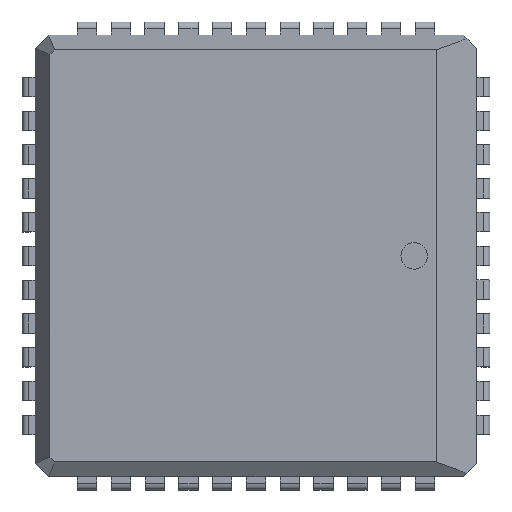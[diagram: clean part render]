
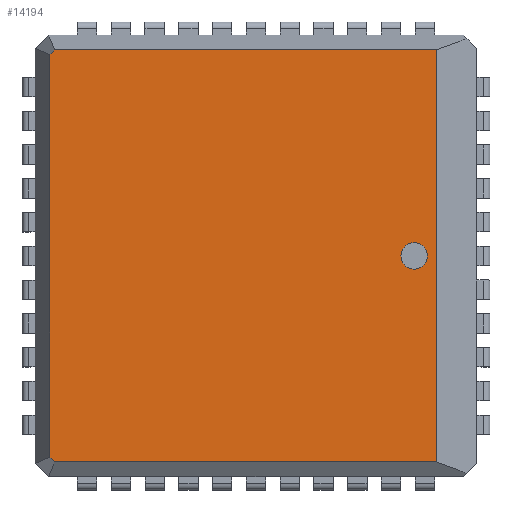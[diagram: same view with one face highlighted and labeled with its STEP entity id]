
A CAD part, top view. The second image highlights one B-rep face of the part: STEP entity #14194.
In plain terms, the highlighted planar face has unit normal (0, 0, 1).
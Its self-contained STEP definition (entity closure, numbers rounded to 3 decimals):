
#92 = CARTESIAN_POINT ( 'NONE',  ( 0., 0., 4.3 ) ) ;
#332 = ORIENTED_EDGE ( 'NONE', *, *, #3492, .T. ) ;
#469 = EDGE_CURVE ( 'NONE', #9494, #7205, #21335, .T. ) ;
#935 = AXIS2_PLACEMENT_3D ( 'NONE', #17489, #20906, #8467 ) ;
#944 = CARTESIAN_POINT ( 'NONE',  ( -7.8, 7.75, 4.3 ) ) ;
#1860 = VERTEX_POINT ( 'NONE', #10153 ) ;
#2247 = CARTESIAN_POINT ( 'NONE',  ( -7.75, -7.8, 4.3 ) ) ;
#2424 = CARTESIAN_POINT ( 'NONE',  ( -7.661, -7.661, 4.3 ) ) ;
#2427 = DIRECTION ( 'NONE',  ( 1., 0., 0. ) ) ;
#3492 = EDGE_CURVE ( 'NONE', #1860, #13930, #15082, .T. ) ;
#3598 = CARTESIAN_POINT ( 'NONE',  ( 5.95, 0., 4.3 ) ) ;
#3712 = DIRECTION ( 'NONE',  ( 0., 1., 0. ) ) ;
#3786 = DIRECTION ( 'NONE',  ( 0., -1., 0. ) ) ;
#4323 = CARTESIAN_POINT ( 'NONE',  ( 6.45, 0., 4.3 ) ) ;
#5323 = VECTOR ( 'NONE', #16028, 1000. ) ;
#5362 = ORIENTED_EDGE ( 'NONE', *, *, #469, .F. ) ;
#5978 = ORIENTED_EDGE ( 'NONE', *, *, #6920, .T. ) ;
#6047 = VECTOR ( 'NONE', #2427, 1000. ) ;
#6144 = LINE ( 'NONE', #944, #20071 ) ;
#6763 = CARTESIAN_POINT ( 'NONE',  ( -7.75, 7.572, 4.3 ) ) ;
#6823 = FACE_BOUND ( 'NONE', #13357, .T. ) ;
#6920 = EDGE_CURVE ( 'NONE', #17453, #1860, #23364, .T. ) ;
#6941 = DIRECTION ( 'NONE',  ( 1., 0., 0. ) ) ;
#7182 = EDGE_CURVE ( 'NONE', #12367, #17453, #22136, .T. ) ;
#7205 = VERTEX_POINT ( 'NONE', #7568 ) ;
#7568 = CARTESIAN_POINT ( 'NONE',  ( 5.45, 0., 4.3 ) ) ;
#7824 = EDGE_LOOP ( 'NONE', ( #332, #19445, #8321, #14200, #12466, #5978 ) ) ;
#8097 = AXIS2_PLACEMENT_3D ( 'NONE', #3598, #9148, #20152 ) ;
#8252 = DIRECTION ( 'NONE',  ( -1., 0., 0. ) ) ;
#8321 = ORIENTED_EDGE ( 'NONE', *, *, #20267, .T. ) ;
#8467 = DIRECTION ( 'NONE',  ( 1., 0., 0. ) ) ;
#8801 = CARTESIAN_POINT ( 'NONE',  ( -7.661, 7.661, 4.3 ) ) ;
#9082 = CARTESIAN_POINT ( 'NONE',  ( 6.8, -7.75, 4.3 ) ) ;
#9148 = DIRECTION ( 'NONE',  ( 0., 0., 1. ) ) ;
#9494 = VERTEX_POINT ( 'NONE', #4323 ) ;
#9631 = EDGE_CURVE ( 'NONE', #13021, #12367, #15790, .T. ) ;
#9632 = EDGE_CURVE ( 'NONE', #13930, #18140, #23249, .T. ) ;
#10028 = AXIS2_PLACEMENT_3D ( 'NONE', #92, #14274, #6941 ) ;
#10153 = CARTESIAN_POINT ( 'NONE',  ( -7.572, -7.75, 4.3 ) ) ;
#10603 = VECTOR ( 'NONE', #13179, 1000. ) ;
#10633 = VECTOR ( 'NONE', #3712, 1000. ) ;
#11286 = CARTESIAN_POINT ( 'NONE',  ( 7.8, -7.75, 4.3 ) ) ;
#11578 = EDGE_CURVE ( 'NONE', #7205, #9494, #20596, .T. ) ;
#12367 = VERTEX_POINT ( 'NONE', #6763 ) ;
#12466 = ORIENTED_EDGE ( 'NONE', *, *, #7182, .T. ) ;
#13021 = VERTEX_POINT ( 'NONE', #13330 ) ;
#13179 = DIRECTION ( 'NONE',  ( 0.707, -0.707, 0. ) ) ;
#13330 = CARTESIAN_POINT ( 'NONE',  ( -7.572, 7.75, 4.3 ) ) ;
#13357 = EDGE_LOOP ( 'NONE', ( #5362, #16136 ) ) ;
#13930 = VERTEX_POINT ( 'NONE', #9082 ) ;
#14043 = PLANE ( 'NONE',  #10028 ) ;
#14174 = VECTOR ( 'NONE', #3786, 1000. ) ;
#14194 = ADVANCED_FACE ( 'NONE', ( #23034, #6823 ), #14043, .T. ) ;
#14200 = ORIENTED_EDGE ( 'NONE', *, *, #9631, .T. ) ;
#14274 = DIRECTION ( 'NONE',  ( 0., 0., 1. ) ) ;
#15082 = LINE ( 'NONE', #11286, #6047 ) ;
#15790 = LINE ( 'NONE', #8801, #5323 ) ;
#16028 = DIRECTION ( 'NONE',  ( -0.707, -0.707, 0. ) ) ;
#16136 = ORIENTED_EDGE ( 'NONE', *, *, #11578, .F. ) ;
#17157 = CARTESIAN_POINT ( 'NONE',  ( -7.75, -7.572, 4.3 ) ) ;
#17453 = VERTEX_POINT ( 'NONE', #17157 ) ;
#17489 = CARTESIAN_POINT ( 'NONE',  ( 5.95, 0., 4.3 ) ) ;
#18140 = VERTEX_POINT ( 'NONE', #22086 ) ;
#19445 = ORIENTED_EDGE ( 'NONE', *, *, #9632, .T. ) ;
#20071 = VECTOR ( 'NONE', #8252, 1000. ) ;
#20152 = DIRECTION ( 'NONE',  ( 1., 0., 0. ) ) ;
#20267 = EDGE_CURVE ( 'NONE', #18140, #13021, #6144, .T. ) ;
#20596 = CIRCLE ( 'NONE', #935, 0.5 ) ;
#20906 = DIRECTION ( 'NONE',  ( 0., 0., 1. ) ) ;
#21335 = CIRCLE ( 'NONE', #8097, 0.5 ) ;
#22086 = CARTESIAN_POINT ( 'NONE',  ( 6.8, 7.75, 4.3 ) ) ;
#22136 = LINE ( 'NONE', #2247, #14174 ) ;
#22180 = CARTESIAN_POINT ( 'NONE',  ( 6.8, 7.75, 4.3 ) ) ;
#23034 = FACE_OUTER_BOUND ( 'NONE', #7824, .T. ) ;
#23249 = LINE ( 'NONE', #22180, #10633 ) ;
#23364 = LINE ( 'NONE', #2424, #10603 ) ;
